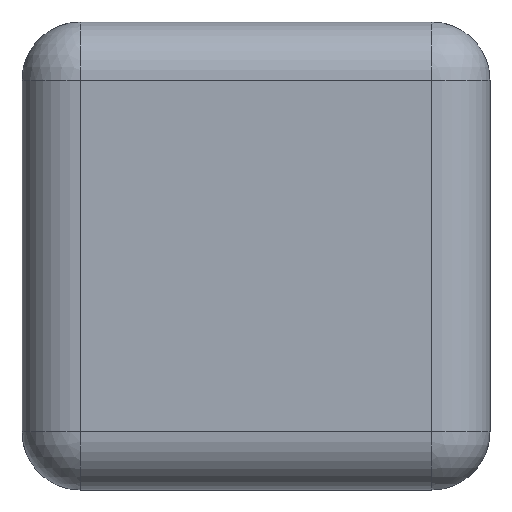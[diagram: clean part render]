
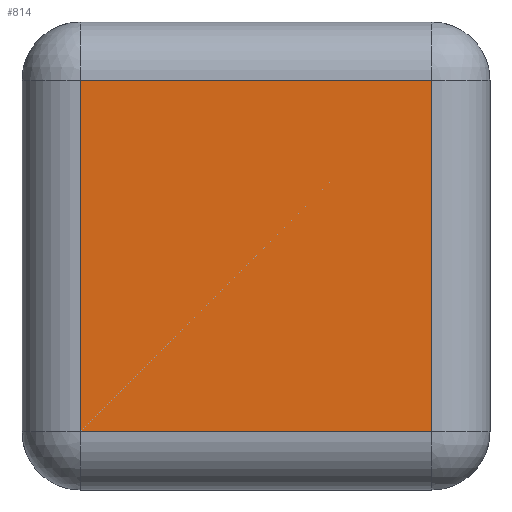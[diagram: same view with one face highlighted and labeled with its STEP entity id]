
A CAD part, left-side view. The second image highlights one B-rep face of the part: STEP entity #814.
In plain terms, the highlighted planar face has unit normal (-1, 0, 0).
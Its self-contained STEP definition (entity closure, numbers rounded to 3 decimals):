
#52=PLANE('',#912);
#110=FACE_OUTER_BOUND('',#168,.T.);
#168=EDGE_LOOP('',(#725,#726,#727,#728));
#261=LINE('',#1650,#317);
#262=LINE('',#1655,#318);
#263=LINE('',#1660,#319);
#264=LINE('',#1664,#320);
#317=VECTOR('',#1119,0.375);
#318=VECTOR('',#1126,0.375);
#319=VECTOR('',#1133,0.375);
#320=VECTOR('',#1140,0.375);
#389=VERTEX_POINT('',#1646);
#390=VERTEX_POINT('',#1648);
#391=VERTEX_POINT('',#1653);
#392=VERTEX_POINT('',#1658);
#495=EDGE_CURVE('',#390,#389,#261,.T.);
#498=EDGE_CURVE('',#391,#390,#262,.F.);
#501=EDGE_CURVE('',#392,#391,#263,.F.);
#504=EDGE_CURVE('',#389,#392,#264,.F.);
#725=ORIENTED_EDGE('',*,*,#495,.F.);
#726=ORIENTED_EDGE('',*,*,#498,.F.);
#727=ORIENTED_EDGE('',*,*,#501,.F.);
#728=ORIENTED_EDGE('',*,*,#504,.F.);
#814=ADVANCED_FACE('',(#110),#52,.F.);
#912=AXIS2_PLACEMENT_3D('',#1669,#1149,#1150);
#1119=DIRECTION('',(0.,-1.,0.));
#1126=DIRECTION('',(0.,0.,-1.));
#1133=DIRECTION('',(0.,-1.,0.));
#1140=DIRECTION('',(0.,0.,1.));
#1149=DIRECTION('center_axis',(1.,0.,0.));
#1150=DIRECTION('ref_axis',(0.,0.,-1.));
#1646=CARTESIAN_POINT('',(-0.5,-0.188,0.438));
#1648=CARTESIAN_POINT('',(-0.5,0.188,0.438));
#1650=CARTESIAN_POINT('',(-0.5,0.188,0.438));
#1653=CARTESIAN_POINT('',(-0.5,0.188,0.063));
#1655=CARTESIAN_POINT('',(-0.5,0.188,0.438));
#1658=CARTESIAN_POINT('',(-0.5,-0.188,0.063));
#1660=CARTESIAN_POINT('',(-0.5,0.188,0.063));
#1664=CARTESIAN_POINT('',(-0.5,-0.188,0.063));
#1669=CARTESIAN_POINT('Origin',(-0.5,0.25,0.5));
